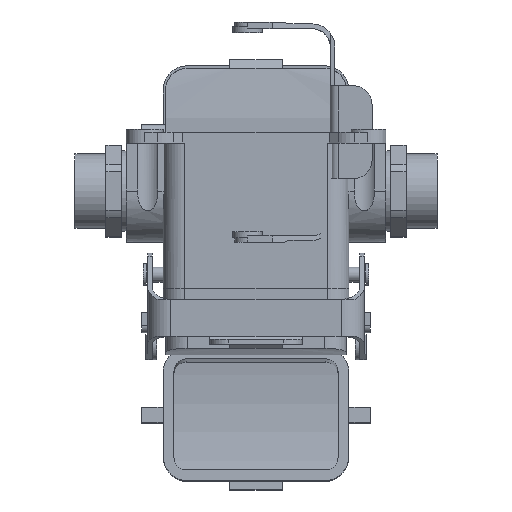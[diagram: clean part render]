
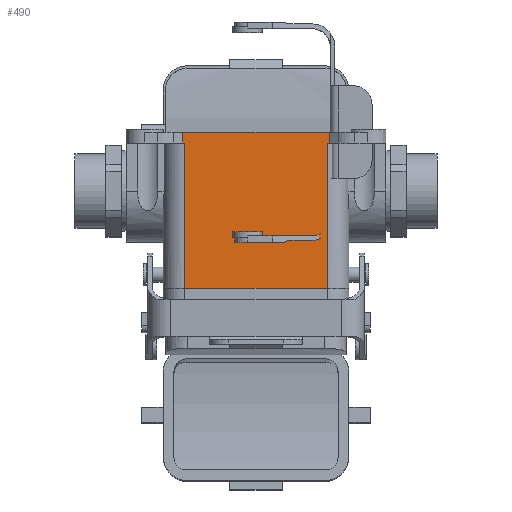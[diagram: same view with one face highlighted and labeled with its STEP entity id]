
A CAD part, top view. The second image highlights one B-rep face of the part: STEP entity #490.
In plain terms, the highlighted planar face has unit normal (0, 0, 1).
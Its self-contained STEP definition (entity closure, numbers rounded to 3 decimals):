
#490 = ADVANCED_FACE( '', ( #1178 ), #1179, .F. );
#1178 = FACE_OUTER_BOUND( '', #2102, .T. );
#1179 = PLANE( '', #2103 );
#2102 = EDGE_LOOP( '', ( #3439, #3440, #3441, #3442, #3443, #3444, #3445, #3446 ) );
#2103 = AXIS2_PLACEMENT_3D( '', #3447, #3448, #3449 );
#3439 = ORIENTED_EDGE( '', *, *, #5587, .T. );
#3440 = ORIENTED_EDGE( '', *, *, #5254, .F. );
#3441 = ORIENTED_EDGE( '', *, *, #5416, .F. );
#3442 = ORIENTED_EDGE( '', *, *, #5588, .T. );
#3443 = ORIENTED_EDGE( '', *, *, #5589, .F. );
#3444 = ORIENTED_EDGE( '', *, *, #5590, .F. );
#3445 = ORIENTED_EDGE( '', *, *, #5337, .F. );
#3446 = ORIENTED_EDGE( '', *, *, #5591, .T. );
#3447 = CARTESIAN_POINT( '', ( 0., -3.5, 21.5 ) );
#3448 = DIRECTION( '', ( 0., 0., -1. ) );
#3449 = DIRECTION( '', ( -1., 0., 0. ) );
#5254 = EDGE_CURVE( '', #6253, #6248, #6255, .T. );
#5337 = EDGE_CURVE( '', #6403, #6405, #6406, .T. );
#5416 = EDGE_CURVE( '', #6537, #6253, #6539, .T. );
#5587 = EDGE_CURVE( '', #6811, #6248, #6812, .T. );
#5588 = EDGE_CURVE( '', #6537, #6813, #6814, .T. );
#5589 = EDGE_CURVE( '', #6815, #6813, #6816, .T. );
#5590 = EDGE_CURVE( '', #6405, #6815, #6817, .T. );
#5591 = EDGE_CURVE( '', #6403, #6811, #6818, .T. );
#6248 = VERTEX_POINT( '', #7712 );
#6253 = VERTEX_POINT( '', #7719 );
#6255 = LINE( '', #7722, #7723 );
#6403 = VERTEX_POINT( '', #7939 );
#6405 = VERTEX_POINT( '', #7942 );
#6406 = LINE( '', #7943, #7944 );
#6537 = VERTEX_POINT( '', #8136 );
#6539 = LINE( '', #8138, #8139 );
#6811 = VERTEX_POINT( '', #8607 );
#6812 = LINE( '', #8608, #8609 );
#6813 = VERTEX_POINT( '', #8610 );
#6814 = LINE( '', #8611, #8612 );
#6815 = VERTEX_POINT( '', #8613 );
#6816 = LINE( '', #8614, #8615 );
#6817 = LINE( '', #8616, #8617 );
#6818 = LINE( '', #8618, #8619 );
#7712 = CARTESIAN_POINT( '', ( -23.625, 0., 21.5 ) );
#7719 = CARTESIAN_POINT( '', ( -23.625, -3.5, 21.5 ) );
#7722 = CARTESIAN_POINT( '', ( -23.625, -3.5, 21.5 ) );
#7723 = VECTOR( '', #9858, 1000. );
#7939 = CARTESIAN_POINT( '', ( 23.625, -3.5, 21.5 ) );
#7942 = CARTESIAN_POINT( '', ( 23., -3.5, 21.5 ) );
#7943 = CARTESIAN_POINT( '', ( 0., -3.5, 21.5 ) );
#7944 = VECTOR( '', #9979, 1000. );
#8136 = CARTESIAN_POINT( '', ( -23., -3.5, 21.5 ) );
#8138 = CARTESIAN_POINT( '', ( 0., -3.5, 21.5 ) );
#8139 = VECTOR( '', #10088, 1000. );
#8607 = CARTESIAN_POINT( '', ( 23.625, 0., 21.5 ) );
#8608 = CARTESIAN_POINT( '', ( 0., 0., 21.5 ) );
#8609 = VECTOR( '', #10285, 1000. );
#8610 = CARTESIAN_POINT( '', ( -23., -50.4, 21.5 ) );
#8611 = CARTESIAN_POINT( '', ( -23., 60.964, 21.5 ) );
#8612 = VECTOR( '', #10286, 1000. );
#8613 = CARTESIAN_POINT( '', ( 23., -50.4, 21.5 ) );
#8614 = CARTESIAN_POINT( '', ( -23., -50.4, 21.5 ) );
#8615 = VECTOR( '', #10287, 1000. );
#8616 = CARTESIAN_POINT( '', ( 23., 60.964, 21.5 ) );
#8617 = VECTOR( '', #10288, 1000. );
#8618 = CARTESIAN_POINT( '', ( 23.625, -3.5, 21.5 ) );
#8619 = VECTOR( '', #10289, 1000. );
#9858 = DIRECTION( '', ( 0., 1., 0. ) );
#9979 = DIRECTION( '', ( -1., 0., 0. ) );
#10088 = DIRECTION( '', ( -1., 0., 0. ) );
#10285 = DIRECTION( '', ( -1., 0., 0. ) );
#10286 = DIRECTION( '', ( 0., -1., 0. ) );
#10287 = DIRECTION( '', ( -1., 0., 0. ) );
#10288 = DIRECTION( '', ( 0., -1., 0. ) );
#10289 = DIRECTION( '', ( 0., 1., 0. ) );
